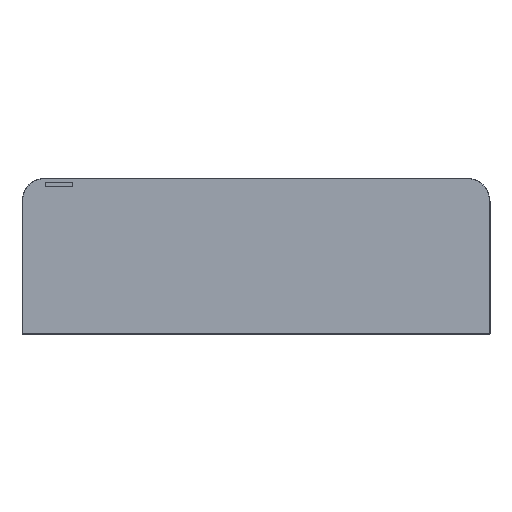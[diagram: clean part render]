
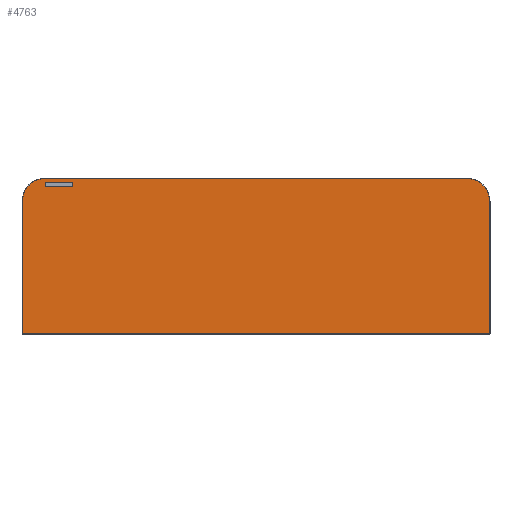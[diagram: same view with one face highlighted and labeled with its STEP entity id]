
A CAD part, front view. The second image highlights one B-rep face of the part: STEP entity #4763.
In plain terms, the highlighted planar face has unit normal (0, -1, 0).
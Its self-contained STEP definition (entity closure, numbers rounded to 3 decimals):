
#27 = EDGE_LOOP ( 'NONE', ( #3991, #2874, #4656, #3415, #3870, #986 ) ) ;
#81 = CARTESIAN_POINT ( 'NONE',  ( 135., 0., 35. ) ) ;
#253 = VECTOR ( 'NONE', #2479, 1000. ) ;
#279 = VERTEX_POINT ( 'NONE', #4833 ) ;
#307 = LINE ( 'NONE', #6506, #5154 ) ;
#338 = CIRCLE ( 'NONE', #5117, 14.8 ) ;
#365 = LINE ( 'NONE', #3854, #4351 ) ;
#454 = EDGE_LOOP ( 'NONE', ( #2658, #5603, #4482, #5217 ) ) ;
#462 = EDGE_CURVE ( 'NONE', #279, #4975, #1267, .T. ) ;
#592 = LINE ( 'NONE', #2698, #3091 ) ;
#688 = DIRECTION ( 'NONE',  ( 0., 0., 1. ) ) ;
#832 = VERTEX_POINT ( 'NONE', #4209 ) ;
#971 = EDGE_CURVE ( 'NONE', #4975, #6168, #338, .T. ) ;
#986 = ORIENTED_EDGE ( 'NONE', *, *, #1736, .T. ) ;
#1010 = CARTESIAN_POINT ( 'NONE',  ( 150., 0., -49.8 ) ) ;
#1066 = CARTESIAN_POINT ( 'NONE',  ( -117.5, 0., 35. ) ) ;
#1095 = DIRECTION ( 'NONE',  ( 0., 0., -1. ) ) ;
#1139 = CARTESIAN_POINT ( 'NONE',  ( -135., 0., 49.8 ) ) ;
#1152 = CIRCLE ( 'NONE', #2589, 14.8 ) ;
#1267 = LINE ( 'NONE', #6564, #4667 ) ;
#1272 = CARTESIAN_POINT ( 'NONE',  ( -135., 0., 44.55 ) ) ;
#1359 = DIRECTION ( 'NONE',  ( 0., 0., -1. ) ) ;
#1487 = VERTEX_POINT ( 'NONE', #1684 ) ;
#1600 = LINE ( 'NONE', #1010, #6279 ) ;
#1641 = CARTESIAN_POINT ( 'NONE',  ( 135., 0., 49.8 ) ) ;
#1684 = CARTESIAN_POINT ( 'NONE',  ( -117.5, 0., 47.3 ) ) ;
#1736 = EDGE_CURVE ( 'NONE', #4277, #3736, #1152, .T. ) ;
#2063 = DIRECTION ( 'NONE',  ( 1., 0., 0. ) ) ;
#2457 = EDGE_CURVE ( 'NONE', #832, #4028, #307, .T. ) ;
#2479 = DIRECTION ( 'NONE',  ( 0., 0., -1. ) ) ;
#2589 = AXIS2_PLACEMENT_3D ( 'NONE', #6521, #6387, #1095 ) ;
#2607 = DIRECTION ( 'NONE',  ( 1., 0., 0. ) ) ;
#2658 = ORIENTED_EDGE ( 'NONE', *, *, #2457, .T. ) ;
#2698 = CARTESIAN_POINT ( 'NONE',  ( -135., 0., 47.3 ) ) ;
#2748 = EDGE_CURVE ( 'NONE', #1487, #832, #5874, .T. ) ;
#2874 = ORIENTED_EDGE ( 'NONE', *, *, #6445, .T. ) ;
#2926 = EDGE_CURVE ( 'NONE', #4028, #3837, #5654, .T. ) ;
#2929 = FACE_BOUND ( 'NONE', #454, .T. ) ;
#3077 = CARTESIAN_POINT ( 'NONE',  ( -149.8, 0., -50. ) ) ;
#3091 = VECTOR ( 'NONE', #2063, 1000. ) ;
#3174 = DIRECTION ( 'NONE',  ( 0., -1., 0. ) ) ;
#3415 = ORIENTED_EDGE ( 'NONE', *, *, #971, .T. ) ;
#3535 = LINE ( 'NONE', #3077, #253 ) ;
#3586 = CARTESIAN_POINT ( 'NONE',  ( -135., 0., 35. ) ) ;
#3736 = VERTEX_POINT ( 'NONE', #5047 ) ;
#3750 = CARTESIAN_POINT ( 'NONE',  ( -135., 0., 47.3 ) ) ;
#3781 = AXIS2_PLACEMENT_3D ( 'NONE', #6720, #4533, #1359 ) ;
#3795 = DIRECTION ( 'NONE',  ( -1., 0., 0. ) ) ;
#3837 = VERTEX_POINT ( 'NONE', #3750 ) ;
#3854 = CARTESIAN_POINT ( 'NONE',  ( -135., 0., 49.8 ) ) ;
#3870 = ORIENTED_EDGE ( 'NONE', *, *, #4394, .T. ) ;
#3914 = EDGE_CURVE ( 'NONE', #3837, #1487, #592, .T. ) ;
#3923 = DIRECTION ( 'NONE',  ( -1., 0., 0. ) ) ;
#3991 = ORIENTED_EDGE ( 'NONE', *, *, #5664, .T. ) ;
#4028 = VERTEX_POINT ( 'NONE', #1272 ) ;
#4209 = CARTESIAN_POINT ( 'NONE',  ( -117.5, 0., 44.55 ) ) ;
#4256 = DIRECTION ( 'NONE',  ( 0., 0., -1. ) ) ;
#4277 = VERTEX_POINT ( 'NONE', #1139 ) ;
#4351 = VECTOR ( 'NONE', #3923, 1000. ) ;
#4394 = EDGE_CURVE ( 'NONE', #6168, #4277, #365, .T. ) ;
#4482 = ORIENTED_EDGE ( 'NONE', *, *, #3914, .T. ) ;
#4533 = DIRECTION ( 'NONE',  ( 0., -1., 0. ) ) ;
#4656 = ORIENTED_EDGE ( 'NONE', *, *, #462, .T. ) ;
#4667 = VECTOR ( 'NONE', #688, 1000. ) ;
#4763 = ADVANCED_FACE ( 'NONE', ( #5022, #2929 ), #6067, .T. ) ;
#4833 = CARTESIAN_POINT ( 'NONE',  ( 149.8, 0., -49.8 ) ) ;
#4931 = VECTOR ( 'NONE', #5317, 1000. ) ;
#4975 = VERTEX_POINT ( 'NONE', #5301 ) ;
#5022 = FACE_OUTER_BOUND ( 'NONE', #27, .T. ) ;
#5046 = VECTOR ( 'NONE', #6173, 1000. ) ;
#5047 = CARTESIAN_POINT ( 'NONE',  ( -149.8, 0., 35. ) ) ;
#5117 = AXIS2_PLACEMENT_3D ( 'NONE', #81, #3174, #4256 ) ;
#5154 = VECTOR ( 'NONE', #3795, 1000. ) ;
#5170 = VERTEX_POINT ( 'NONE', #6611 ) ;
#5217 = ORIENTED_EDGE ( 'NONE', *, *, #2748, .T. ) ;
#5301 = CARTESIAN_POINT ( 'NONE',  ( 149.8, 0., 35. ) ) ;
#5317 = DIRECTION ( 'NONE',  ( 0., 0., -1. ) ) ;
#5603 = ORIENTED_EDGE ( 'NONE', *, *, #2926, .T. ) ;
#5654 = LINE ( 'NONE', #3586, #5046 ) ;
#5664 = EDGE_CURVE ( 'NONE', #3736, #5170, #3535, .T. ) ;
#5874 = LINE ( 'NONE', #1066, #4931 ) ;
#6067 = PLANE ( 'NONE',  #3781 ) ;
#6168 = VERTEX_POINT ( 'NONE', #1641 ) ;
#6173 = DIRECTION ( 'NONE',  ( 0., 0., 1. ) ) ;
#6279 = VECTOR ( 'NONE', #2607, 1000. ) ;
#6387 = DIRECTION ( 'NONE',  ( 0., -1., 0. ) ) ;
#6445 = EDGE_CURVE ( 'NONE', #5170, #279, #1600, .T. ) ;
#6506 = CARTESIAN_POINT ( 'NONE',  ( -135., 0., 44.55 ) ) ;
#6521 = CARTESIAN_POINT ( 'NONE',  ( -135., 0., 35. ) ) ;
#6564 = CARTESIAN_POINT ( 'NONE',  ( 149.8, 0., 35. ) ) ;
#6611 = CARTESIAN_POINT ( 'NONE',  ( -149.8, 0., -49.8 ) ) ;
#6720 = CARTESIAN_POINT ( 'NONE',  ( -135., 0., 35. ) ) ;
